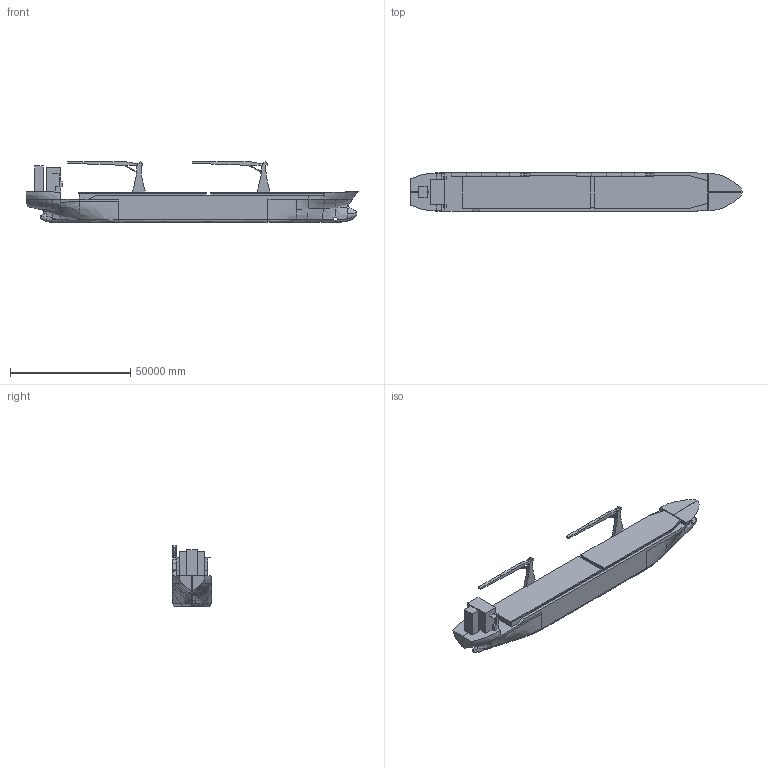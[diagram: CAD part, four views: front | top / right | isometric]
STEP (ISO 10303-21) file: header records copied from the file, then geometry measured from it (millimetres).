
FILE_DESCRIPTION(('CATIA V5 STEP Exchange','CAx-IF Rec.Pracs.--- Composite Materials ---3.4---2017-06-13'),'2;1');
FILE_NAME('Sofiya_4work_stp.stp','2024-10-15T19:25:52+00:00',('none'),('none'),'CATIA Version 5-6 Release 2020 SP6','CATIA V5 STEP AP203 v2','none');
FILE_SCHEMA(('CONFIG_CONTROL_DESIGN'));
Products named in the file (1): Document
Bounding box: 138039.98 x 15989.16 x 25250 mm (x, y, z)
Volume: 23242858857334.7 mm3; surface area: 8572115019.5 mm2
Topology: 1 solids, 1 shells, 608 faces, 1647 edges, 1031 vertices
Faces by surface type: bspline 408, plane 198, cylinder 2
Entity records: 38564 total; most frequent: CARTESIAN_POINT 26829, ORIENTED_EDGE 3266, EDGE_CURVE 1633, B_SPLINE_CURVE_WITH_KNOTS 1046, VERTEX_POINT 1029, DIRECTION 949, EDGE_LOOP 608, ADVANCED_FACE 606
